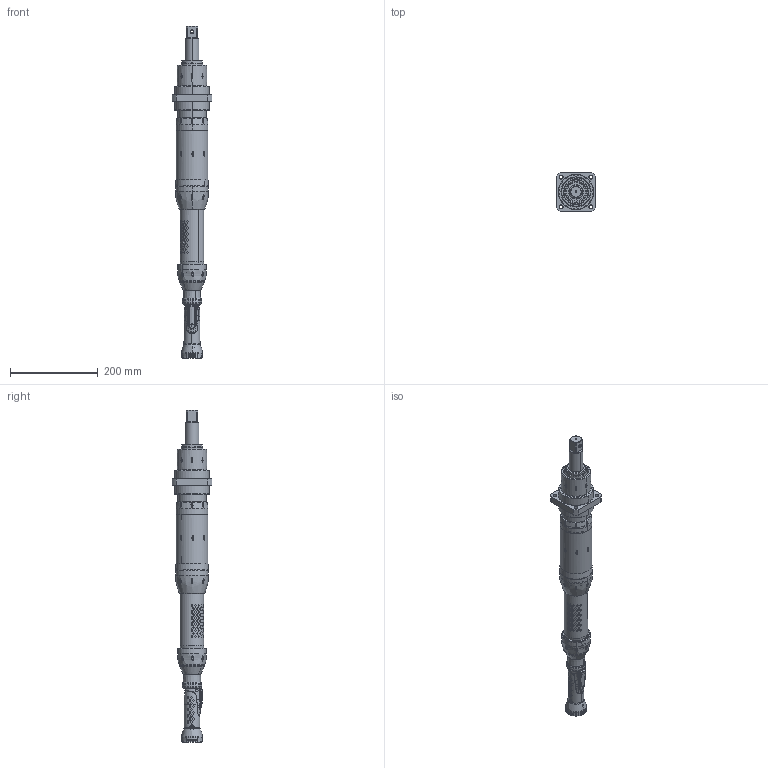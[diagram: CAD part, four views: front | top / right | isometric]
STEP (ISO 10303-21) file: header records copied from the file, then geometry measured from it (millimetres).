
FILE_DESCRIPTION((''),'2;1');
FILE_NAME('8433218589_ASM','2016-08-30T',('toocsr'),(''),'CREO PARAMETRIC BY PTC INC, 2015380','CREO PARAMETRIC BY PTC INC, 2015380','');
FILE_SCHEMA(('CONFIG_CONTROL_DESIGN','GEOMETRIC_VALIDATION_PROPERTIES_MIM'));
Products named in the file (37): 4220230502; 4220232582_ASM; 4220232200; 4220230300; 4220230086_ASM; 4220232310; 4220249500_SPEC; 4220232380_ASM; 4220232603; 4220261601; 4220125604; 4220232683_ASM; 4220232402; 4220232100; 4224230103_ASM; 4220354000; 4220354001; 4220354002; 4220354080_ASM; 4220237108; 4220357080_ASM; 4220362181_ASM; 4224210900_ASM; 4220334004; 4224223100_ASM; 4220357400; 0515310019; 0335350125; 0666803501; 4220143400; 0335210121; 0666800505; 4220140600; 4220357403; 4220357480_ASM; 4220349001; 8433218589_ASM
Assembly tree (37 placements, depth 5):
  8433218589_ASM
    4224230103_ASM
      4220232582_ASM
        4220230502
      4220232200
      4220230086_ASM
        4220230300
      4220232380_ASM
        4220232310
        4220249500_SPEC
      4220232683_ASM
        4220232603
        4220261601
        4220125604  x2
      4220232402
      4220232100
    4220354080_ASM
      4220354000
      4220354001
      4220354002
    4224210900_ASM
      4220362181_ASM
        4220357080_ASM
          4220237108
    4224223100_ASM
      4220334004
    4220357480_ASM
      4220357400
      0515310019
      0335350125
      0666803501
      4220143400
      0335210121
      0666800505
      4220140600
      4220357403
    4220349001
Bounding box: 90 x 90 x 758.9 mm (x, y, z)
Volume: 828784.8 mm3; surface area: 428972.6 mm2
Topology: 26 solids, 27 shells, 4449 faces, 11744 edges, 7637 vertices
Faces by surface type: plane 1599, bspline 1001, cylinder 942, cone 462, torus 217, extrusion 205, revolution 17, sphere 6
Entity records: 249359 total; most frequent: CARTESIAN_POINT 98950, ORIENTED_EDGE 23360, DIRECTION 16277, PRESENTATION_STYLE_ASSIGNMENT 13324, STYLED_ITEM 13300, EDGE_CURVE 11682, CURVE_STYLE 11192, VERTEX_POINT 7605
